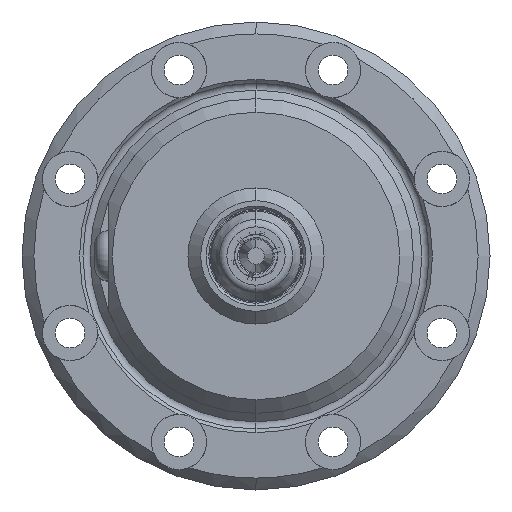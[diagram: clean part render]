
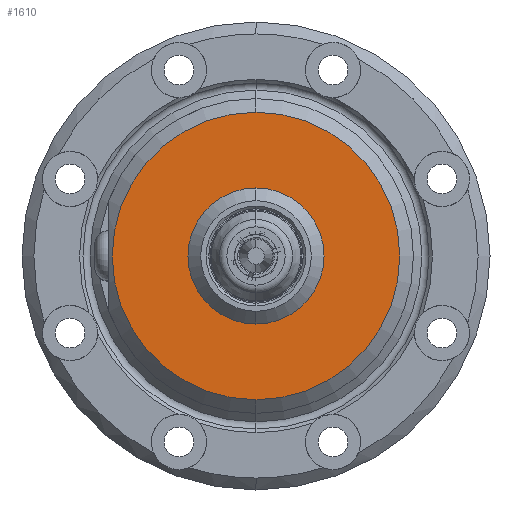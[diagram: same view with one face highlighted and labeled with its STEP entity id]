
A CAD part, left-side view. The second image highlights one B-rep face of the part: STEP entity #1610.
In plain terms, the highlighted planar face has unit normal (-1, 0, 0).
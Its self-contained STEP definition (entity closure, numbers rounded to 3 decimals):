
#1154 = VERTEX_POINT ( 'NONE', #9898 ) ;
#1155 = VERTEX_POINT ( 'NONE', #9899 ) ;
#1173 = VERTEX_POINT ( 'NONE', #9917 ) ;
#1174 = VERTEX_POINT ( 'NONE', #9918 ) ;
#1431 = ORIENTED_EDGE ( 'NONE', *, *, #1724, .F. ) ;
#1432 = ORIENTED_EDGE ( 'NONE', *, *, #1725, .T. ) ;
#1433 = ORIENTED_EDGE ( 'NONE', *, *, #1692, .T. ) ;
#1434 = ORIENTED_EDGE ( 'NONE', *, *, #1717, .F. ) ;
#1610 = ADVANCED_FACE ( 'NONE', ( #8397, #8398 ), #10451, .F. ) ;
#1692 = EDGE_CURVE ( 'NONE', #1154, #1155, #9183, .T. ) ;
#1717 = EDGE_CURVE ( 'NONE', #1173, #1174, #9220, .T. ) ;
#1724 = EDGE_CURVE ( 'NONE', #1174, #1173, #9227, .T. ) ;
#1725 = EDGE_CURVE ( 'NONE', #1155, #1154, #9225, .T. ) ;
#6714 = EDGE_LOOP ( 'NONE', ( #1432, #1433 ) ) ;
#6715 = EDGE_LOOP ( 'NONE', ( #1431, #1434 ) ) ;
#8397 = FACE_OUTER_BOUND ( 'NONE', #6714, .T. ) ;
#8398 = FACE_BOUND ( 'NONE', #6715, .T. ) ;
#9067 = AXIS2_PLACEMENT_3D ( 'NONE', #10452, #10453, #10454 ) ;
#9183 = CIRCLE ( 'NONE', #9185, 16.9 ) ;
#9185 = AXIS2_PLACEMENT_3D ( 'NONE', #10712, #10713, #10714 ) ;
#9220 = CIRCLE ( 'NONE', #9221, 8. ) ;
#9221 = AXIS2_PLACEMENT_3D ( 'NONE', #10785, #10786, #10787 ) ;
#9225 = CIRCLE ( 'NONE', #9235, 16.9 ) ;
#9227 = CIRCLE ( 'NONE', #9233, 8. ) ;
#9233 = AXIS2_PLACEMENT_3D ( 'NONE', #10804, #10805, #10806 ) ;
#9235 = AXIS2_PLACEMENT_3D ( 'NONE', #10807, #10808, #10809 ) ;
#9898 = CARTESIAN_POINT ( 'NONE',  ( 1.5, 0., 16.9 ) ) ;
#9899 = CARTESIAN_POINT ( 'NONE',  ( 1.5, 0., -16.9 ) ) ;
#9917 = CARTESIAN_POINT ( 'NONE',  ( 1.5, 0., 8. ) ) ;
#9918 = CARTESIAN_POINT ( 'NONE',  ( 1.5, 0., -8. ) ) ;
#10451 = PLANE ( 'NONE',  #9067 ) ;
#10452 = CARTESIAN_POINT ( 'NONE',  ( 1.5, 8., 0. ) ) ;
#10453 = DIRECTION ( 'NONE',  ( 1., 0., 0. ) ) ;
#10454 = DIRECTION ( 'NONE',  ( 0., 0., -1. ) ) ;
#10712 = CARTESIAN_POINT ( 'NONE',  ( 1.5, 0., 0. ) ) ;
#10713 = DIRECTION ( 'NONE',  ( -1., 0., 0. ) ) ;
#10714 = DIRECTION ( 'NONE',  ( 0., 0., -1. ) ) ;
#10785 = CARTESIAN_POINT ( 'NONE',  ( 1.5, 0., 0. ) ) ;
#10786 = DIRECTION ( 'NONE',  ( -1., 0., 0. ) ) ;
#10787 = DIRECTION ( 'NONE',  ( 0., 0., 1. ) ) ;
#10804 = CARTESIAN_POINT ( 'NONE',  ( 1.5, 0., 0. ) ) ;
#10805 = DIRECTION ( 'NONE',  ( -1., 0., 0. ) ) ;
#10806 = DIRECTION ( 'NONE',  ( 0., 0., 1. ) ) ;
#10807 = CARTESIAN_POINT ( 'NONE',  ( 1.5, 0., 0. ) ) ;
#10808 = DIRECTION ( 'NONE',  ( -1., 0., 0. ) ) ;
#10809 = DIRECTION ( 'NONE',  ( 0., 0., -1. ) ) ;
